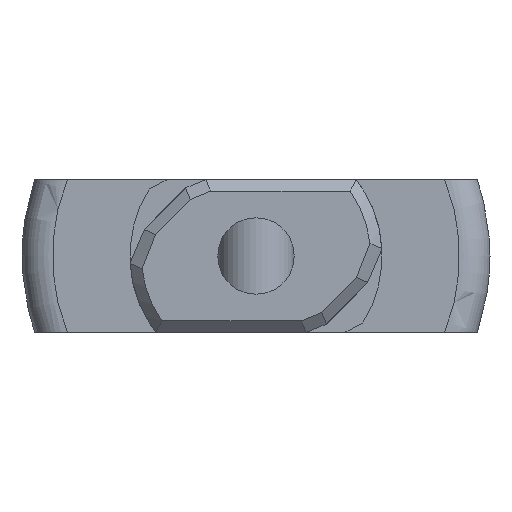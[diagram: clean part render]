
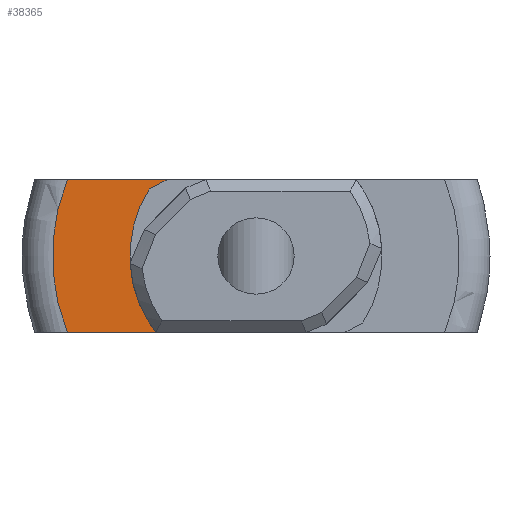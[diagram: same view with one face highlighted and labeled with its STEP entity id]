
A CAD part, left-side view. The second image highlights one B-rep face of the part: STEP entity #38365.
In plain terms, the highlighted planar face has unit normal (-1, 0, 0).
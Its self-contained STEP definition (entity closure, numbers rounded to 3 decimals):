
#722 = PLANE('',#723);
#723 = AXIS2_PLACEMENT_3D('',#724,#725,#726);
#724 = CARTESIAN_POINT('',(-6.25,-6.25,2.));
#725 = DIRECTION('',(0.,0.,1.));
#726 = DIRECTION('',(0.,1.,0.));
#17106 = VERTEX_POINT('',#17107);
#17107 = CARTESIAN_POINT('',(0.,4.94,2.));
#17141 = TOROIDAL_SURFACE('',#17142,5.329,0.8);
#17142 = AXIS2_PLACEMENT_3D('',#17143,#17144,#17145);
#17143 = CARTESIAN_POINT('',(0.8,0.,0.));
#17144 = DIRECTION('',(1.,0.,0.));
#17145 = DIRECTION('',(0.,0.,-1.));
#17175 = EDGE_CURVE('',#17106,#17176,#17178,.T.);
#17176 = VERTEX_POINT('',#17177);
#17177 = CARTESIAN_POINT('',(0.,2.327,2.));
#17178 = SURFACE_CURVE('',#17179,(#17183,#17190),.PCURVE_S1.);
#17179 = LINE('',#17180,#17181);
#17180 = CARTESIAN_POINT('',(0.,5.79,2.));
#17181 = VECTOR('',#17182,1.);
#17182 = DIRECTION('',(0.,-1.,0.));
#17183 = PCURVE('',#722,#17184);
#17184 = DEFINITIONAL_REPRESENTATION('',(#17185),#17189);
#17185 = LINE('',#17186,#17187);
#17186 = CARTESIAN_POINT('',(12.04,-6.25));
#17187 = VECTOR('',#17188,1.);
#17188 = DIRECTION('',(-1.,-0.));
#17189 = ( GEOMETRIC_REPRESENTATION_CONTEXT(2) 
PARAMETRIC_REPRESENTATION_CONTEXT() REPRESENTATION_CONTEXT('2D SPACE',''
  ) );
#17190 = PCURVE('',#17191,#17196);
#17191 = PLANE('',#17192);
#17192 = AXIS2_PLACEMENT_3D('',#17193,#17194,#17195);
#17193 = CARTESIAN_POINT('',(0.,5.329,
    0.));
#17194 = DIRECTION('',(-1.,0.,0.));
#17195 = DIRECTION('',(0.,0.,1.));
#17196 = DEFINITIONAL_REPRESENTATION('',(#17197),#17201);
#17197 = LINE('',#17198,#17199);
#17198 = CARTESIAN_POINT('',(2.,0.46));
#17199 = VECTOR('',#17200,1.);
#17200 = DIRECTION('',(0.,-1.));
#17201 = ( GEOMETRIC_REPRESENTATION_CONTEXT(2) 
PARAMETRIC_REPRESENTATION_CONTEXT() REPRESENTATION_CONTEXT('2D SPACE',''
  ) );
#17219 = PLANE('',#17220);
#17220 = AXIS2_PLACEMENT_3D('',#17221,#17222,#17223);
#17221 = CARTESIAN_POINT('',(-28.938,2.561,1.878));
#17222 = DIRECTION('',(0.,0.464,0.886
    ));
#17223 = DIRECTION('',(1.,0.,0.));
#34571 = PLANE('',#34572);
#34572 = AXIS2_PLACEMENT_3D('',#34573,#34574,#34575);
#34573 = CARTESIAN_POINT('',(-6.25,6.25,-2.));
#34574 = DIRECTION('',(0.,0.,-1.));
#34575 = DIRECTION('',(0.,-1.,0.));
#36652 = PLANE('',#36653);
#36653 = AXIS2_PLACEMENT_3D('',#36654,#36655,#36656);
#36654 = CARTESIAN_POINT('',(-28.938,2.561,-1.878));
#36655 = DIRECTION('',(0.,0.464,
    -0.886));
#36656 = DIRECTION('',(-1.,0.,0.));
#36672 = VERTEX_POINT('',#36673);
#36673 = CARTESIAN_POINT('',(0.,2.795,
    -1.755));
#36687 = CYLINDRICAL_SURFACE('',#36688,3.3);
#36688 = AXIS2_PLACEMENT_3D('',#36689,#36690,#36691);
#36689 = CARTESIAN_POINT('',(-28.938,0.,
    0.));
#36690 = DIRECTION('',(1.,0.,0.));
#36691 = DIRECTION('',(0.,1.,0.));
#36699 = EDGE_CURVE('',#36700,#36672,#36702,.T.);
#36700 = VERTEX_POINT('',#36701);
#36701 = CARTESIAN_POINT('',(0.,2.327,-2.));
#36702 = SURFACE_CURVE('',#36703,(#36707,#36714),.PCURVE_S1.);
#36703 = LINE('',#36704,#36705);
#36704 = CARTESIAN_POINT('',(0.,4.033,-1.107));
#36705 = VECTOR('',#36706,1.);
#36706 = DIRECTION('',(0.,0.886,0.464
    ));
#36707 = PCURVE('',#36652,#36708);
#36708 = DEFINITIONAL_REPRESENTATION('',(#36709),#36713);
#36709 = LINE('',#36710,#36711);
#36710 = CARTESIAN_POINT('',(-28.938,1.662));
#36711 = VECTOR('',#36712,1.);
#36712 = DIRECTION('',(0.,1.));
#36713 = ( GEOMETRIC_REPRESENTATION_CONTEXT(2) 
PARAMETRIC_REPRESENTATION_CONTEXT() REPRESENTATION_CONTEXT('2D SPACE',''
  ) );
#36714 = PCURVE('',#17191,#36715);
#36715 = DEFINITIONAL_REPRESENTATION('',(#36716),#36720);
#36716 = LINE('',#36717,#36718);
#36717 = CARTESIAN_POINT('',(-1.107,-1.296));
#36718 = VECTOR('',#36719,1.);
#36719 = DIRECTION('',(0.464,0.886));
#36720 = ( GEOMETRIC_REPRESENTATION_CONTEXT(2) 
PARAMETRIC_REPRESENTATION_CONTEXT() REPRESENTATION_CONTEXT('2D SPACE',''
  ) );
#37208 = EDGE_CURVE('',#36700,#37209,#37211,.T.);
#37209 = VERTEX_POINT('',#37210);
#37210 = CARTESIAN_POINT('',(0.,4.94,-2.));
#37211 = SURFACE_CURVE('',#37212,(#37216,#37223),.PCURVE_S1.);
#37212 = LINE('',#37213,#37214);
#37213 = CARTESIAN_POINT('',(0.,-0.46,-2.));
#37214 = VECTOR('',#37215,1.);
#37215 = DIRECTION('',(0.,1.,0.));
#37216 = PCURVE('',#34571,#37217);
#37217 = DEFINITIONAL_REPRESENTATION('',(#37218),#37222);
#37218 = LINE('',#37219,#37220);
#37219 = CARTESIAN_POINT('',(6.71,-6.25));
#37220 = VECTOR('',#37221,1.);
#37221 = DIRECTION('',(-1.,-0.));
#37222 = ( GEOMETRIC_REPRESENTATION_CONTEXT(2) 
PARAMETRIC_REPRESENTATION_CONTEXT() REPRESENTATION_CONTEXT('2D SPACE',''
  ) );
#37223 = PCURVE('',#17191,#37224);
#37224 = DEFINITIONAL_REPRESENTATION('',(#37225),#37229);
#37225 = LINE('',#37226,#37227);
#37226 = CARTESIAN_POINT('',(-2.,-5.79));
#37227 = VECTOR('',#37228,1.);
#37228 = DIRECTION('',(0.,1.));
#37229 = ( GEOMETRIC_REPRESENTATION_CONTEXT(2) 
PARAMETRIC_REPRESENTATION_CONTEXT() REPRESENTATION_CONTEXT('2D SPACE',''
  ) );
#37852 = EDGE_CURVE('',#37853,#17176,#37855,.T.);
#37853 = VERTEX_POINT('',#37854);
#37854 = CARTESIAN_POINT('',(0.,2.795,
    1.755));
#37855 = SURFACE_CURVE('',#37856,(#37860,#37867),.PCURVE_S1.);
#37856 = LINE('',#37857,#37858);
#37857 = CARTESIAN_POINT('',(0.,4.033,
    1.107));
#37858 = VECTOR('',#37859,1.);
#37859 = DIRECTION('',(0.,-0.886,
    0.464));
#37860 = PCURVE('',#17219,#37861);
#37861 = DEFINITIONAL_REPRESENTATION('',(#37862),#37866);
#37862 = LINE('',#37863,#37864);
#37863 = CARTESIAN_POINT('',(28.938,1.662));
#37864 = VECTOR('',#37865,1.);
#37865 = DIRECTION('',(0.,-1.));
#37866 = ( GEOMETRIC_REPRESENTATION_CONTEXT(2) 
PARAMETRIC_REPRESENTATION_CONTEXT() REPRESENTATION_CONTEXT('2D SPACE',''
  ) );
#37867 = PCURVE('',#17191,#37868);
#37868 = DEFINITIONAL_REPRESENTATION('',(#37869),#37873);
#37869 = LINE('',#37870,#37871);
#37870 = CARTESIAN_POINT('',(1.107,-1.296));
#37871 = VECTOR('',#37872,1.);
#37872 = DIRECTION('',(0.464,-0.886));
#37873 = ( GEOMETRIC_REPRESENTATION_CONTEXT(2) 
PARAMETRIC_REPRESENTATION_CONTEXT() REPRESENTATION_CONTEXT('2D SPACE',''
  ) );
#37902 = EDGE_CURVE('',#36672,#37853,#37903,.T.);
#37903 = SURFACE_CURVE('',#37904,(#37909,#37916),.PCURVE_S1.);
#37904 = CIRCLE('',#37905,3.3);
#37905 = AXIS2_PLACEMENT_3D('',#37906,#37907,#37908);
#37906 = CARTESIAN_POINT('',(0.,0.,
    0.));
#37907 = DIRECTION('',(1.,0.,0.));
#37908 = DIRECTION('',(0.,0.,1.));
#37909 = PCURVE('',#36687,#37910);
#37910 = DEFINITIONAL_REPRESENTATION('',(#37911),#37915);
#37911 = LINE('',#37912,#37913);
#37912 = CARTESIAN_POINT('',(1.571,28.938));
#37913 = VECTOR('',#37914,1.);
#37914 = DIRECTION('',(1.,0.));
#37915 = ( GEOMETRIC_REPRESENTATION_CONTEXT(2) 
PARAMETRIC_REPRESENTATION_CONTEXT() REPRESENTATION_CONTEXT('2D SPACE',''
  ) );
#37916 = PCURVE('',#17191,#37917);
#37917 = DEFINITIONAL_REPRESENTATION('',(#37918),#37926);
#37918 = ( BOUNDED_CURVE() B_SPLINE_CURVE(2,(#37919,#37920,#37921,#37922
    ,#37923,#37924,#37925),.UNSPECIFIED.,.T.,.F.) 
B_SPLINE_CURVE_WITH_KNOTS((1,2,2,2,2,1),(-2.094,0.,
    2.094,4.189,6.283,8.378),
.UNSPECIFIED.) CURVE() GEOMETRIC_REPRESENTATION_ITEM() 
RATIONAL_B_SPLINE_CURVE((1.,0.5,1.,0.5,1.,0.5,1.)) REPRESENTATION_ITEM(
  '') );
#37919 = CARTESIAN_POINT('',(3.3,-5.329));
#37920 = CARTESIAN_POINT('',(3.3,-11.045));
#37921 = CARTESIAN_POINT('',(-1.65,-8.187));
#37922 = CARTESIAN_POINT('',(-6.6,-5.329));
#37923 = CARTESIAN_POINT('',(-1.65,-2.471));
#37924 = CARTESIAN_POINT('',(3.3,0.387));
#37925 = CARTESIAN_POINT('',(3.3,-5.329));
#37926 = ( GEOMETRIC_REPRESENTATION_CONTEXT(2) 
PARAMETRIC_REPRESENTATION_CONTEXT() REPRESENTATION_CONTEXT('2D SPACE',''
  ) );
#38365 = ADVANCED_FACE('',(#38366),#17191,.T.);
#38366 = FACE_BOUND('',#38367,.T.);
#38367 = EDGE_LOOP('',(#38368,#38369,#38370,#38371,#38397,#38398));
#38368 = ORIENTED_EDGE('',*,*,#37902,.T.);
#38369 = ORIENTED_EDGE('',*,*,#37852,.T.);
#38370 = ORIENTED_EDGE('',*,*,#17175,.F.);
#38371 = ORIENTED_EDGE('',*,*,#38372,.F.);
#38372 = EDGE_CURVE('',#37209,#17106,#38373,.T.);
#38373 = SURFACE_CURVE('',#38374,(#38379,#38390),.PCURVE_S1.);
#38374 = CIRCLE('',#38375,5.329);
#38375 = AXIS2_PLACEMENT_3D('',#38376,#38377,#38378);
#38376 = CARTESIAN_POINT('',(0.,0.,0.)
  );
#38377 = DIRECTION('',(1.,0.,0.));
#38378 = DIRECTION('',(0.,0.,1.));
#38379 = PCURVE('',#17191,#38380);
#38380 = DEFINITIONAL_REPRESENTATION('',(#38381),#38389);
#38381 = ( BOUNDED_CURVE() B_SPLINE_CURVE(2,(#38382,#38383,#38384,#38385
    ,#38386,#38387,#38388),.UNSPECIFIED.,.T.,.F.) 
B_SPLINE_CURVE_WITH_KNOTS((1,2,2,2,2,1),(-2.094,0.,
    2.094,4.189,6.283,8.378),
.UNSPECIFIED.) CURVE() GEOMETRIC_REPRESENTATION_ITEM() 
RATIONAL_B_SPLINE_CURVE((1.,0.5,1.,0.5,1.,0.5,1.)) REPRESENTATION_ITEM(
  '') );
#38382 = CARTESIAN_POINT('',(5.329,-5.329));
#38383 = CARTESIAN_POINT('',(5.329,-14.56));
#38384 = CARTESIAN_POINT('',(-2.665,-9.945));
#38385 = CARTESIAN_POINT('',(-10.659,-5.329));
#38386 = CARTESIAN_POINT('',(-2.665,-0.714));
#38387 = CARTESIAN_POINT('',(5.329,3.901));
#38388 = CARTESIAN_POINT('',(5.329,-5.329));
#38389 = ( GEOMETRIC_REPRESENTATION_CONTEXT(2) 
PARAMETRIC_REPRESENTATION_CONTEXT() REPRESENTATION_CONTEXT('2D SPACE',''
  ) );
#38390 = PCURVE('',#17141,#38391);
#38391 = DEFINITIONAL_REPRESENTATION('',(#38392),#38396);
#38392 = LINE('',#38393,#38394);
#38393 = CARTESIAN_POINT('',(-3.142,4.712));
#38394 = VECTOR('',#38395,1.);
#38395 = DIRECTION('',(1.,0.));
#38396 = ( GEOMETRIC_REPRESENTATION_CONTEXT(2) 
PARAMETRIC_REPRESENTATION_CONTEXT() REPRESENTATION_CONTEXT('2D SPACE',''
  ) );
#38397 = ORIENTED_EDGE('',*,*,#37208,.F.);
#38398 = ORIENTED_EDGE('',*,*,#36699,.T.);
